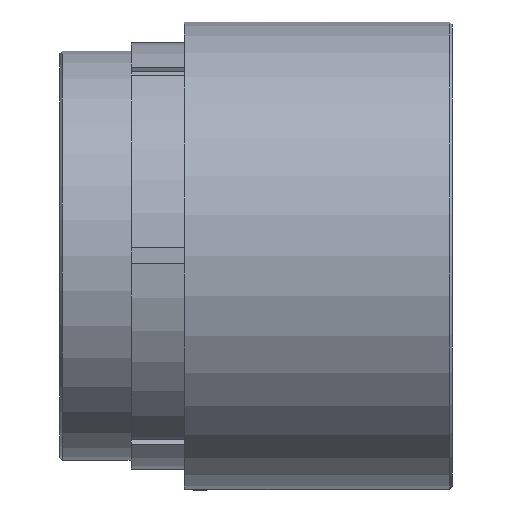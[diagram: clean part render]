
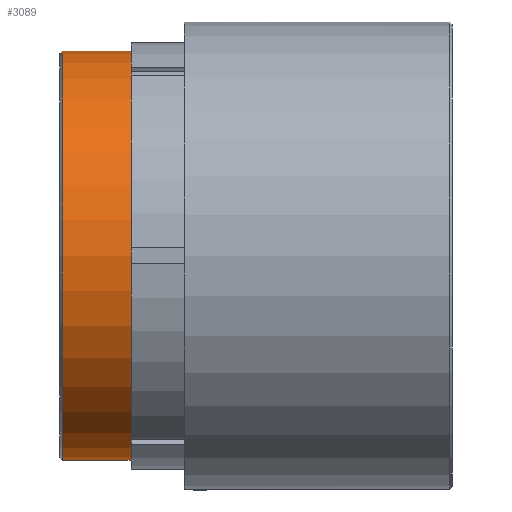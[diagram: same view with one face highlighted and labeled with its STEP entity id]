
A CAD part, left-side view. The second image highlights one B-rep face of the part: STEP entity #3089.
In plain terms, the highlighted cylindrical face has radius 60.922 mm (diameter 121.844 mm), a partial arc.
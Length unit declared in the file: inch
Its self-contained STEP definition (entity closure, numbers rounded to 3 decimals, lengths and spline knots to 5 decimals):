
#130 = VERTEX_POINT ( 'NONE', #3381 ) ;
#176 = DIRECTION ( 'NONE',  ( 0., 0., 1. ) ) ;
#252 = AXIS2_PLACEMENT_3D ( 'NONE', #3184, #4892, #4023 ) ;
#270 = DIRECTION ( 'NONE',  ( 0., 1., 0. ) ) ;
#275 = VERTEX_POINT ( 'NONE', #5289 ) ;
#388 = CARTESIAN_POINT ( 'NONE',  ( 0., 3.765, 0. ) ) ;
#716 = CIRCLE ( 'NONE', #252, 2.3985 ) ;
#755 = CARTESIAN_POINT ( 'NONE',  ( 0., 3.765, 2.3985 ) ) ;
#787 = EDGE_LOOP ( 'NONE', ( #1003, #3476, #1764, #5577 ) ) ;
#1003 = ORIENTED_EDGE ( 'NONE', *, *, #5134, .F. ) ;
#1536 = CARTESIAN_POINT ( 'NONE',  ( 0., 3.765, 0. ) ) ;
#1605 = FACE_OUTER_BOUND ( 'NONE', #787, .T. ) ;
#1764 = ORIENTED_EDGE ( 'NONE', *, *, #4557, .T. ) ;
#1770 = AXIS2_PLACEMENT_3D ( 'NONE', #388, #3840, #3482 ) ;
#1849 = CARTESIAN_POINT ( 'NONE',  ( 0., 4.57, 2.3985 ) ) ;
#2117 = VECTOR ( 'NONE', #270, 39.37008 ) ;
#2191 = CIRCLE ( 'NONE', #3483, 2.3985 ) ;
#2737 = CARTESIAN_POINT ( 'NONE',  ( 0., 4.57, -2.3985 ) ) ;
#2872 = EDGE_CURVE ( 'NONE', #3374, #5672, #716, .T. ) ;
#3089 = ADVANCED_FACE ( 'NONE', ( #1605 ), #5185, .T. ) ;
#3184 = CARTESIAN_POINT ( 'NONE',  ( 0., 4.57, 0. ) ) ;
#3252 = CARTESIAN_POINT ( 'NONE',  ( 0., 3.765, -2.3985 ) ) ;
#3322 = LINE ( 'NONE', #3252, #4425 ) ;
#3374 = VERTEX_POINT ( 'NONE', #1849 ) ;
#3381 = CARTESIAN_POINT ( 'NONE',  ( 0., 3.765, -2.3985 ) ) ;
#3447 = LINE ( 'NONE', #755, #2117 ) ;
#3476 = ORIENTED_EDGE ( 'NONE', *, *, #5664, .T. ) ;
#3482 = DIRECTION ( 'NONE',  ( 0., 0., 1. ) ) ;
#3483 = AXIS2_PLACEMENT_3D ( 'NONE', #1536, #4535, #176 ) ;
#3840 = DIRECTION ( 'NONE',  ( 0., 1., 0. ) ) ;
#4023 = DIRECTION ( 'NONE',  ( 0., 0., 1. ) ) ;
#4115 = DIRECTION ( 'NONE',  ( 0., 1., 0. ) ) ;
#4425 = VECTOR ( 'NONE', #4115, 39.37008 ) ;
#4535 = DIRECTION ( 'NONE',  ( 0., 1., 0. ) ) ;
#4557 = EDGE_CURVE ( 'NONE', #275, #3374, #3447, .T. ) ;
#4892 = DIRECTION ( 'NONE',  ( 0., -1., 0. ) ) ;
#5134 = EDGE_CURVE ( 'NONE', #130, #5672, #3322, .T. ) ;
#5185 = CYLINDRICAL_SURFACE ( 'NONE', #1770, 2.3985 ) ;
#5289 = CARTESIAN_POINT ( 'NONE',  ( 0., 3.765, 2.3985 ) ) ;
#5577 = ORIENTED_EDGE ( 'NONE', *, *, #2872, .T. ) ;
#5664 = EDGE_CURVE ( 'NONE', #130, #275, #2191, .T. ) ;
#5672 = VERTEX_POINT ( 'NONE', #2737 ) ;
